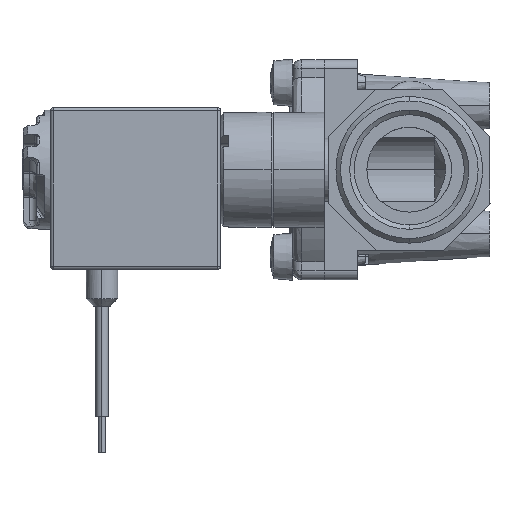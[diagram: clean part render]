
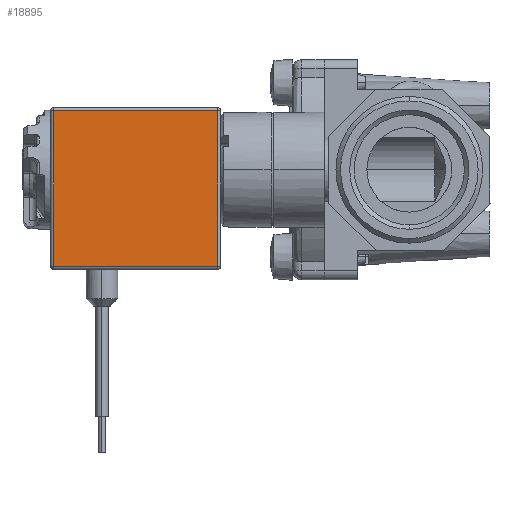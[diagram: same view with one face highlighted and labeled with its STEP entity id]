
A CAD part, left-side view. The second image highlights one B-rep face of the part: STEP entity #18895.
In plain terms, the highlighted planar face has unit normal (-1, 0, 0).
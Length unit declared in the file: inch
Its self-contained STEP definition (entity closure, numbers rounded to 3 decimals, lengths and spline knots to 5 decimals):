
#94 = PLANE ( 'NONE',  #18575 ) ;
#538 = LINE ( 'NONE', #29884, #22671 ) ;
#1320 = DIRECTION ( 'NONE',  ( 0., 0., -1. ) ) ;
#4918 = DIRECTION ( 'NONE',  ( 0., -1., 0. ) ) ;
#5072 = DIRECTION ( 'NONE',  ( -1., 0., 0. ) ) ;
#6145 = CARTESIAN_POINT ( 'NONE',  ( -1.376, 1.304, 0.423 ) ) ;
#7027 = CARTESIAN_POINT ( 'NONE',  ( -1.376, 1.304, -0.659 ) ) ;
#7209 = VERTEX_POINT ( 'NONE', #28330 ) ;
#7548 = VECTOR ( 'NONE', #1320, 39.37008 ) ;
#7553 = EDGE_CURVE ( 'NONE', #7209, #21932, #26123, .T. ) ;
#7774 = EDGE_LOOP ( 'NONE', ( #13307, #13875, #11116, #18761 ) ) ;
#11107 = VECTOR ( 'NONE', #21167, 39.37008 ) ;
#11116 = ORIENTED_EDGE ( 'NONE', *, *, #24341, .F. ) ;
#11370 = CARTESIAN_POINT ( 'NONE',  ( -1.376, 2.444, 0.403 ) ) ;
#13307 = ORIENTED_EDGE ( 'NONE', *, *, #20007, .T. ) ;
#13875 = ORIENTED_EDGE ( 'NONE', *, *, #31615, .T. ) ;
#14763 = VECTOR ( 'NONE', #27727, 39.37008 ) ;
#15567 = CARTESIAN_POINT ( 'NONE',  ( -1.376, 2.424, -0.659 ) ) ;
#15616 = DIRECTION ( 'NONE',  ( 0., 0., -1. ) ) ;
#16025 = CARTESIAN_POINT ( 'NONE',  ( -1.376, 2.444, -0.659 ) ) ;
#18575 = AXIS2_PLACEMENT_3D ( 'NONE', #26421, #5072, #4918 ) ;
#18761 = ORIENTED_EDGE ( 'NONE', *, *, #7553, .T. ) ;
#18895 = ADVANCED_FACE ( 'NONE', ( #31382 ), #94, .T. ) ;
#20007 = EDGE_CURVE ( 'NONE', #21932, #24486, #538, .T. ) ;
#21167 = DIRECTION ( 'NONE',  ( 0., 1., 0. ) ) ;
#21932 = VERTEX_POINT ( 'NONE', #29303 ) ;
#22671 = VECTOR ( 'NONE', #15616, 39.37008 ) ;
#23071 = LINE ( 'NONE', #16025, #14763 ) ;
#23301 = LINE ( 'NONE', #6145, #7548 ) ;
#24341 = EDGE_CURVE ( 'NONE', #7209, #30646, #23301, .T. ) ;
#24486 = VERTEX_POINT ( 'NONE', #15567 ) ;
#26123 = LINE ( 'NONE', #11370, #11107 ) ;
#26421 = CARTESIAN_POINT ( 'NONE',  ( -1.376, 2.444, 0.423 ) ) ;
#27727 = DIRECTION ( 'NONE',  ( 0., -1., 0. ) ) ;
#28330 = CARTESIAN_POINT ( 'NONE',  ( -1.376, 1.304, 0.403 ) ) ;
#29303 = CARTESIAN_POINT ( 'NONE',  ( -1.376, 2.424, 0.403 ) ) ;
#29884 = CARTESIAN_POINT ( 'NONE',  ( -1.376, 2.424, 0.423 ) ) ;
#30646 = VERTEX_POINT ( 'NONE', #7027 ) ;
#31382 = FACE_OUTER_BOUND ( 'NONE', #7774, .T. ) ;
#31615 = EDGE_CURVE ( 'NONE', #24486, #30646, #23071, .T. ) ;
